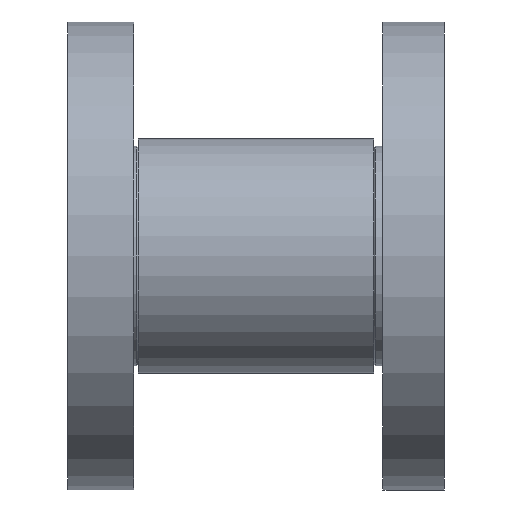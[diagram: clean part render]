
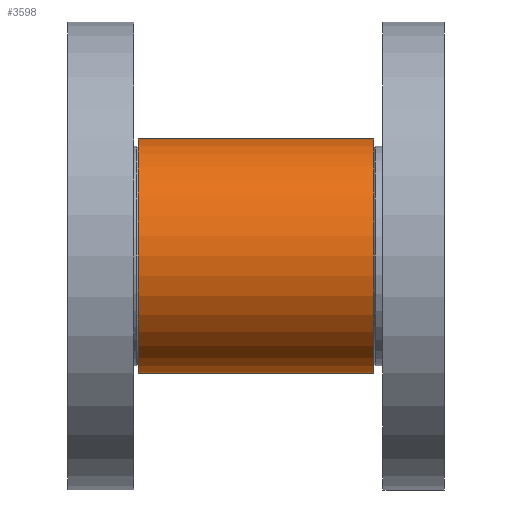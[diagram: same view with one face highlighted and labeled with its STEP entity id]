
A CAD part, left-side view. The second image highlights one B-rep face of the part: STEP entity #3598.
In plain terms, the highlighted cylindrical face has radius 38.1 mm (diameter 76.2 mm), a partial arc.
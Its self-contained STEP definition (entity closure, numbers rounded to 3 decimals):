
#66 = LINE ( 'NONE', #2845, #3828 ) ;
#201 = CYLINDRICAL_SURFACE ( 'NONE', #1765, 38.1 ) ;
#204 = ORIENTED_EDGE ( 'NONE', *, *, #2922, .T. ) ;
#222 = AXIS2_PLACEMENT_3D ( 'NONE', #698, #3262, #1066 ) ;
#257 = VERTEX_POINT ( 'NONE', #1268 ) ;
#398 = EDGE_CURVE ( 'NONE', #1223, #1672, #447, .T. ) ;
#403 = VERTEX_POINT ( 'NONE', #4715 ) ;
#447 = CIRCLE ( 'NONE', #4473, 38.1 ) ;
#474 = DIRECTION ( 'NONE',  ( 0., 0., 1. ) ) ;
#698 = CARTESIAN_POINT ( 'NONE',  ( 0., -128.464, 0. ) ) ;
#761 = VECTOR ( 'NONE', #1793, 1000. ) ;
#886 = CARTESIAN_POINT ( 'NONE',  ( 0., -52.264, -38.1 ) ) ;
#1009 = CARTESIAN_POINT ( 'NONE',  ( 0., -52.264, 38.1 ) ) ;
#1066 = DIRECTION ( 'NONE',  ( 0., 0., 1. ) ) ;
#1169 = ORIENTED_EDGE ( 'NONE', *, *, #3363, .F. ) ;
#1223 = VERTEX_POINT ( 'NONE', #1009 ) ;
#1268 = CARTESIAN_POINT ( 'NONE',  ( 0., -128.464, 38.1 ) ) ;
#1291 = ORIENTED_EDGE ( 'NONE', *, *, #398, .T. ) ;
#1672 = VERTEX_POINT ( 'NONE', #886 ) ;
#1724 = LINE ( 'NONE', #3259, #761 ) ;
#1765 = AXIS2_PLACEMENT_3D ( 'NONE', #4529, #2330, #474 ) ;
#1793 = DIRECTION ( 'NONE',  ( 0., 1., 0. ) ) ;
#2330 = DIRECTION ( 'NONE',  ( 0., 1., 0. ) ) ;
#2845 = CARTESIAN_POINT ( 'NONE',  ( 0., -34.974, -38.1 ) ) ;
#2922 = EDGE_CURVE ( 'NONE', #257, #1223, #1724, .T. ) ;
#3218 = FACE_OUTER_BOUND ( 'NONE', #4104, .T. ) ;
#3259 = CARTESIAN_POINT ( 'NONE',  ( 0., -34.974, 38.1 ) ) ;
#3262 = DIRECTION ( 'NONE',  ( 0., -1., 0. ) ) ;
#3363 = EDGE_CURVE ( 'NONE', #257, #403, #4143, .T. ) ;
#3598 = ADVANCED_FACE ( 'NONE', ( #3218 ), #201, .T. ) ;
#3828 = VECTOR ( 'NONE', #3941, 1000. ) ;
#3941 = DIRECTION ( 'NONE',  ( 0., 1., 0. ) ) ;
#4104 = EDGE_LOOP ( 'NONE', ( #4651, #1169, #204, #1291 ) ) ;
#4143 = CIRCLE ( 'NONE', #222, 38.1 ) ;
#4366 = CARTESIAN_POINT ( 'NONE',  ( 0., -52.264, 0. ) ) ;
#4424 = DIRECTION ( 'NONE',  ( 0., -1., 0. ) ) ;
#4473 = AXIS2_PLACEMENT_3D ( 'NONE', #4366, #4424, #4592 ) ;
#4497 = EDGE_CURVE ( 'NONE', #403, #1672, #66, .T. ) ;
#4529 = CARTESIAN_POINT ( 'NONE',  ( 0., -34.974, 0. ) ) ;
#4592 = DIRECTION ( 'NONE',  ( 0., 0., 1. ) ) ;
#4651 = ORIENTED_EDGE ( 'NONE', *, *, #4497, .F. ) ;
#4715 = CARTESIAN_POINT ( 'NONE',  ( 0., -128.464, -38.1 ) ) ;
